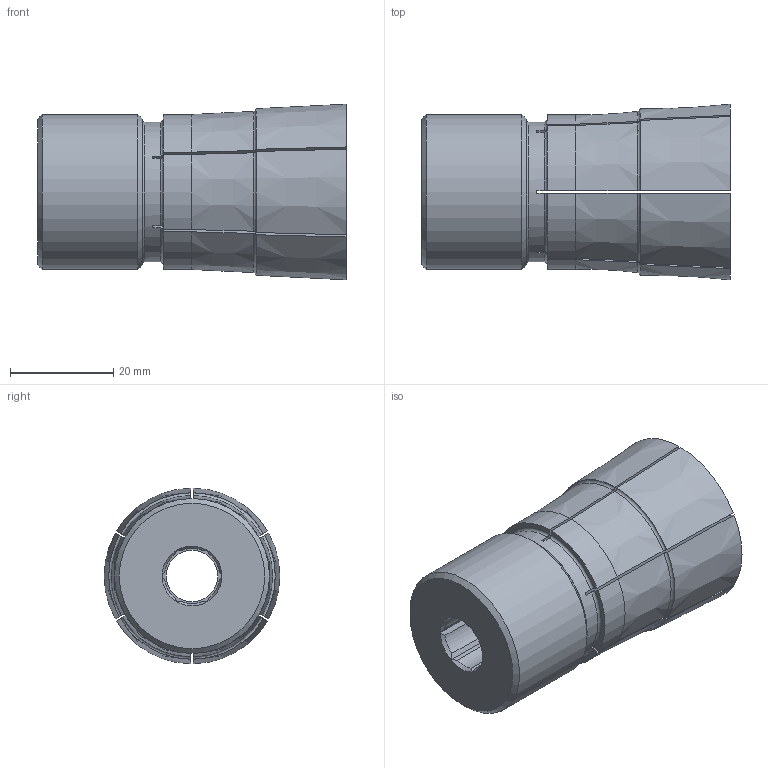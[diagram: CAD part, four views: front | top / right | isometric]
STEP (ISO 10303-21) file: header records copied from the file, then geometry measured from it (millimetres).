
FILE_DESCRIPTION(/* description */ ('STEP AP214'),/* implementation_level */ '2;1');
FILE_NAME(/* name */ '8098588_EAMH-145-22-C34',/* time_stamp */ '2024-08-26T22:14:48+02:00',/* author */ ('License CC BY-ND 4.0'),/* organization */ ('CADENAS'),/* preprocessor_version */ 'ST-DEVELOPER v19.3',/* originating_system */ 'PARTsolutions',/* authorisation */ ' ');
FILE_SCHEMA (('AUTOMOTIVE_DESIGN {1 0 10303 214 3 1 1}'));
Length unit declared in the file: millimetre
Products named in the file (1): 8098588 EAMH-145-22-C34
Bounding box: 59.8 x 34 x 34 mm (x, y, z)
Volume: 25724.8 mm3; surface area: 13019.6 mm2
Topology: 1 solids, 1 shells, 100 faces, 279 edges, 185 vertices
Faces by surface type: plane 54, cylinder 18, cone 15, torus 13
Full cylindrical faces by diameter (mm): 10 x1, 12.5 x1, 22 x1, 22.4 x1, 27 x1, 30 x1
Entity records: 3248 total; most frequent: CARTESIAN_POINT 729, ORIENTED_EDGE 532, DIRECTION 500, EDGE_CURVE 266, AXIS2_PLACEMENT_3D 193, VERTEX_POINT 182, EDGE_LOOP 116, FACE_BOUND 116
